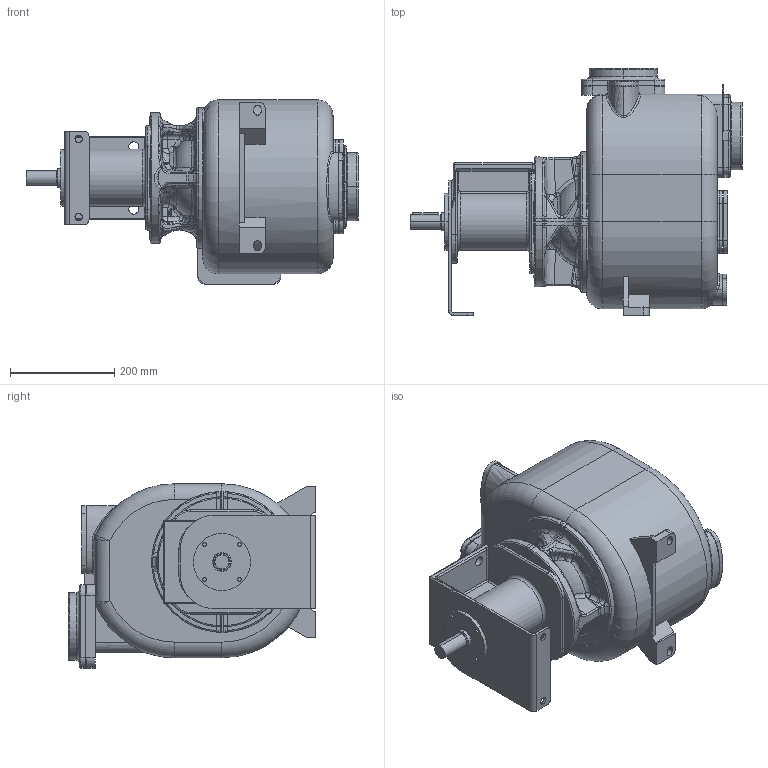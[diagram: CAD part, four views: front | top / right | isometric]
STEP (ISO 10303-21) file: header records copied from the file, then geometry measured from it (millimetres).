
FILE_DESCRIPTION((''),'2;1');
FILE_NAME('S105-50_B','2022-05-06T16:32:42',('Nicola'),(''),'CREO PARAMETRIC BY PTC INC, 2020354','CREO PARAMETRIC BY PTC INC, 2020354','');
FILE_SCHEMA(('CONFIG_CONTROL_DESIGN'));
Products named in the file (1): S105-50_B
Bounding box: 637.5 x 475 x 354 mm (x, y, z)
Volume: 36996090.8 mm3; surface area: 1120886.6 mm2
Topology: 4 solids, 4 shells, 1137 faces, 2723 edges, 1614 vertices
Faces by surface type: bspline 493, cylinder 238, plane 233, torus 98, cone 35, sphere 20, revolution 12, extrusion 8
Entity records: 76719 total; most frequent: CARTESIAN_POINT 53692, ORIENTED_EDGE 5438, DIRECTION 3924, EDGE_CURVE 2719, VERTEX_POINT 1614, AXIS2_PLACEMENT_3D 1610, EDGE_LOOP 1197, FACE_OUTER_BOUND 1137
